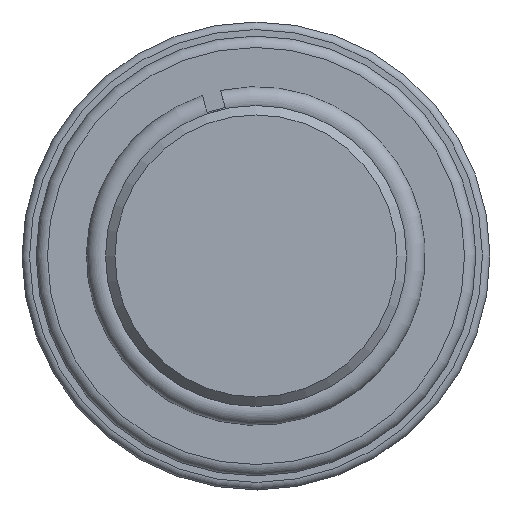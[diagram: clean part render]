
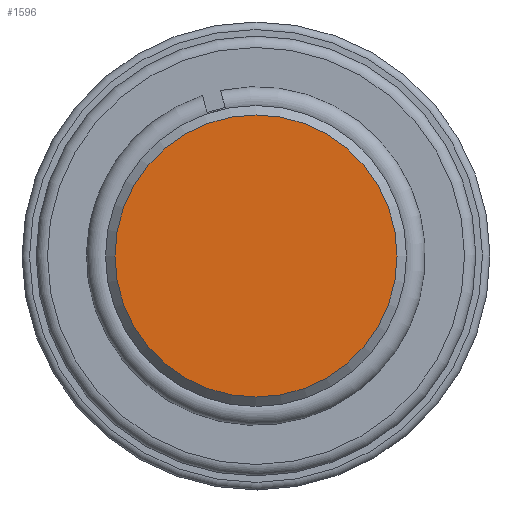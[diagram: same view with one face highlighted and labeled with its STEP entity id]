
A CAD part, left-side view. The second image highlights one B-rep face of the part: STEP entity #1596.
In plain terms, the highlighted planar face has unit normal (-1, 0, 0).
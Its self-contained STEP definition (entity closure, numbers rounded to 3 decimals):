
#1576=CARTESIAN_POINT('',(0.,7.475,0.0));
#1577=VERTEX_POINT('',#1576);
#1578=CARTESIAN_POINT('',(0.0,0.0,0.0));
#1579=DIRECTION('',(1.0,0.0,0.0));
#1580=DIRECTION('',(0.0,1.0,0.0));
#1581=AXIS2_PLACEMENT_3D('',#1578,#1579,#1580);
#1582=CIRCLE('',#1581,7.475);
#1583=EDGE_CURVE('',#1577,#1577,#1582,.T.);
#1588=CARTESIAN_POINT('',(0.,6.988,0.0));
#1589=DIRECTION('',(-1.0,0.0,0.0));
#1590=DIRECTION('',(0.0,0.0,1.0));
#1591=AXIS2_PLACEMENT_3D('',#1588,#1589,#1590);
#1592=PLANE('',#1591);
#1593=ORIENTED_EDGE('',*,*,#1583,.F.);
#1594=EDGE_LOOP('',(#1593));
#1595=FACE_OUTER_BOUND('',#1594,.T.);
#1596=ADVANCED_FACE('',(#1595),#1592,.T.);
